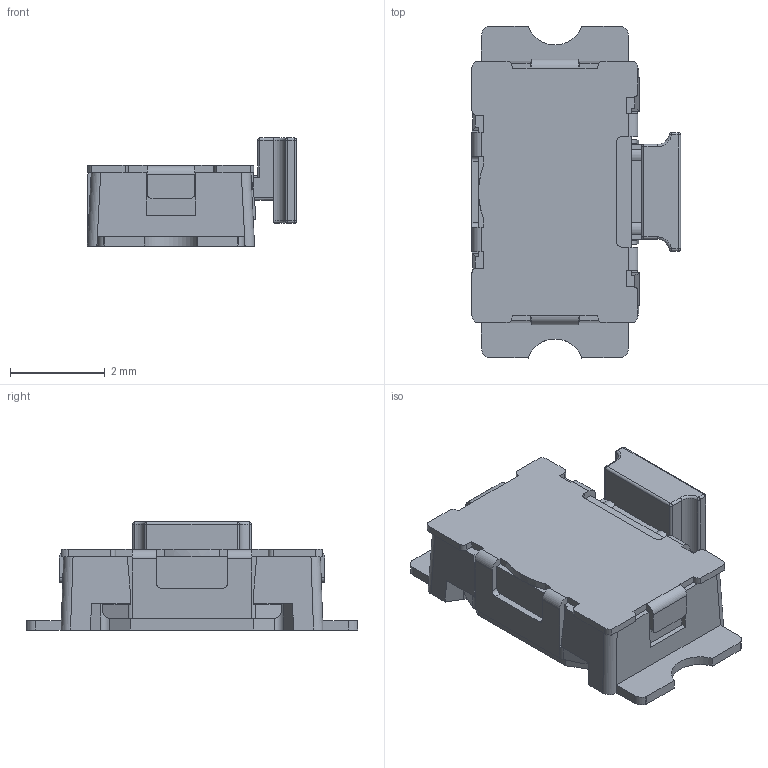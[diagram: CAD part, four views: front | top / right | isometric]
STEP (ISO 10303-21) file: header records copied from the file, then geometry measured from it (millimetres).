
FILE_DESCRIPTION(/* description */ (''),/* implementation_level */ '2;1');
FILE_NAME(/* name */ 'C&K - KSS.step',/* time_stamp */ '2019-12-07T03:55:41+00:00',/* author */ (''),/* organization */ (''),/* preprocessor_version */ 'ST-DEVELOPER v18',/* originating_system */ 'Autodesk Translation Framework v8.12.0.6',/* authorisation */ '');
FILE_SCHEMA (('AUTOMOTIVE_DESIGN { 1 0 10303 214 3 1 1 }'));
Length unit declared in the file: millimetre
Products named in the file (1): C&K - KSS
Bounding box: 4.41 x 7 x 2.28 mm (x, y, z)
Volume: 34.5 mm3; surface area: 104.4 mm2
Topology: 1 solids, 1 shells, 344 faces, 933 edges, 599 vertices
Faces by surface type: plane 219, cylinder 98, bspline 12, sphere 10, torus 4, cone 1
Full cylindrical faces by diameter (mm): 0.7 x4, 0.8 x1
Entity records: 11338 total; most frequent: CARTESIAN_POINT 2325, ORIENTED_EDGE 1866, DIRECTION 1804, EDGE_CURVE 933, LINE 676, VECTOR 676, VERTEX_POINT 599, AXIS2_PLACEMENT_3D 564
